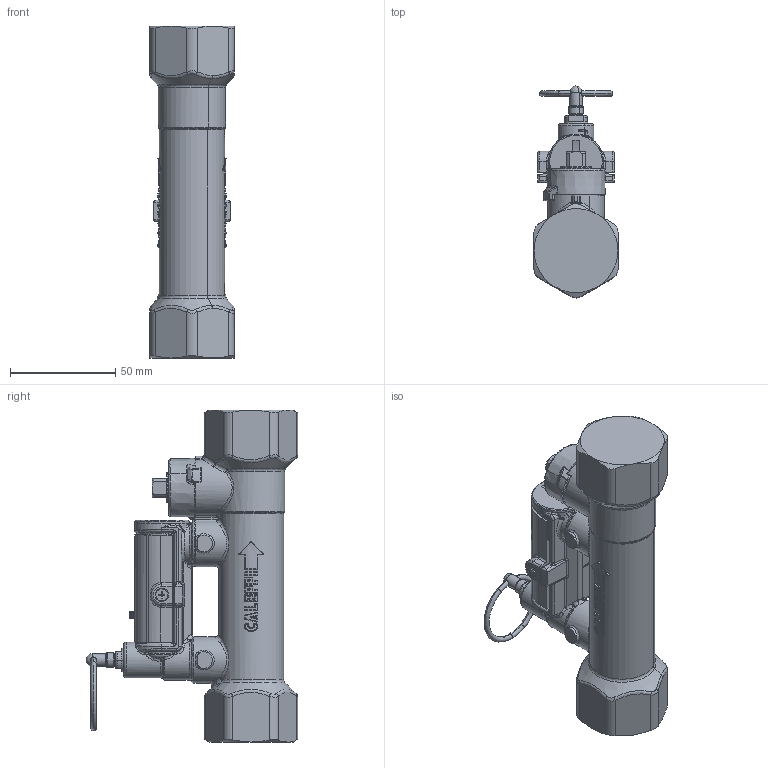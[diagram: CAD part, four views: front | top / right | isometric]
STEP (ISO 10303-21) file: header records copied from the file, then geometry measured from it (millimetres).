
FILE_DESCRIPTION(('CATIA V5 STEP Exchange','CAx-IF Rec.Pracs.--- Model Styling and Organization---1.4--- 2014-01-23','CAx-IF Rec.Pracs.---3D Tessellated Data Validation Properties---0.5---2014-09-14'),'2;1');
FILE_NAME('STEP_132602_-_TST.stp','2022-08-04T12:57:29+00:00',('none'),('none'),'CATIA Version 5-6 Release 2019 SP3','CATIA V5 STEP AP242 v1','none');
FILE_SCHEMA(('AP242_MANAGED_MODEL_BASED_3D_ENGINEERING_MIM_LF {1 0 10303 442 1 1 4}'));
Products named in the file (1): 132602 - TST
Bounding box: 40 x 100.86 x 158 mm (x, y, z)
Volume: 220736.5 mm3; surface area: 42876.2 mm2
Topology: 5 solids, 5 shells, 1901 faces, 4602 edges, 2542 vertices
Faces by surface type: cylinder 566, bspline 531, plane 354, torus 203, sphere 154, cone 93
Entity records: 83323 total; most frequent: CARTESIAN_POINT 46063, ORIENTED_EDGE 8824, DIRECTION 4605, EDGE_CURVE 4412, VERTEX_POINT 2542, AXIS2_PLACEMENT_3D 2297, B_SPLINE_CURVE_WITH_KNOTS 1971, EDGE_LOOP 1948
